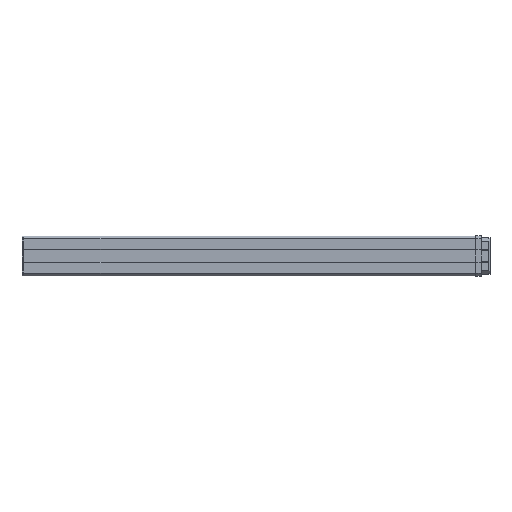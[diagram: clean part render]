
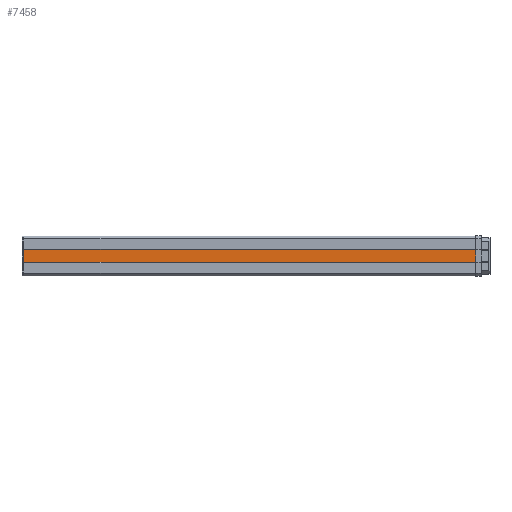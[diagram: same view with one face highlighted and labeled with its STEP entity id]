
A CAD part, left-side view. The second image highlights one B-rep face of the part: STEP entity #7458.
In plain terms, the highlighted planar face has unit normal (-1, 0, 0).
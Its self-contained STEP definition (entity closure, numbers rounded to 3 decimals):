
#1533 = LINE ( 'NONE', #4972, #31099 ) ;
#4546 = VERTEX_POINT ( 'NONE', #22248 ) ;
#4972 = CARTESIAN_POINT ( 'NONE',  ( -51.5, 1190., -34.793 ) ) ;
#5970 = VECTOR ( 'NONE', #13099, 1000. ) ;
#6336 = ORIENTED_EDGE ( 'NONE', *, *, #22062, .T. ) ;
#6791 = VECTOR ( 'NONE', #35505, 1000. ) ;
#7458 = ADVANCED_FACE ( 'NONE', ( #11994 ), #8084, .F. ) ;
#7706 = LINE ( 'NONE', #32621, #6791 ) ;
#8084 = PLANE ( 'NONE',  #26373 ) ;
#10955 = DIRECTION ( 'NONE',  ( 1., 0., 0. ) ) ;
#11068 = VERTEX_POINT ( 'NONE', #14253 ) ;
#11233 = LINE ( 'NONE', #22858, #32280 ) ;
#11270 = EDGE_LOOP ( 'NONE', ( #6336, #19885, #28250, #21538 ) ) ;
#11994 = FACE_OUTER_BOUND ( 'NONE', #11270, .T. ) ;
#13099 = DIRECTION ( 'NONE',  ( 0., -1., 0. ) ) ;
#14253 = CARTESIAN_POINT ( 'NONE',  ( -51.5, 0., -34.793 ) ) ;
#16735 = VERTEX_POINT ( 'NONE', #18715 ) ;
#18715 = CARTESIAN_POINT ( 'NONE',  ( -51.5, 0., -68.207 ) ) ;
#18918 = EDGE_CURVE ( 'NONE', #4546, #11068, #36424, .T. ) ;
#19885 = ORIENTED_EDGE ( 'NONE', *, *, #18918, .F. ) ;
#20177 = CARTESIAN_POINT ( 'NONE',  ( -51.5, 1190., -68.207 ) ) ;
#21538 = ORIENTED_EDGE ( 'NONE', *, *, #23086, .T. ) ;
#22062 = EDGE_CURVE ( 'NONE', #16735, #11068, #11233, .T. ) ;
#22248 = CARTESIAN_POINT ( 'NONE',  ( -51.5, 1190., -34.793 ) ) ;
#22858 = CARTESIAN_POINT ( 'NONE',  ( -51.5, 0., -34.793 ) ) ;
#23086 = EDGE_CURVE ( 'NONE', #32809, #16735, #7706, .T. ) ;
#25004 = DIRECTION ( 'NONE',  ( 0., 0., 1. ) ) ;
#25229 = CARTESIAN_POINT ( 'NONE',  ( -51.5, 1190., -34.793 ) ) ;
#26373 = AXIS2_PLACEMENT_3D ( 'NONE', #25229, #10955, #30984 ) ;
#28250 = ORIENTED_EDGE ( 'NONE', *, *, #36570, .F. ) ;
#28627 = DIRECTION ( 'NONE',  ( 0., 0., 1. ) ) ;
#30984 = DIRECTION ( 'NONE',  ( 0., 0., -1. ) ) ;
#31099 = VECTOR ( 'NONE', #25004, 1000. ) ;
#32280 = VECTOR ( 'NONE', #28627, 1000. ) ;
#32621 = CARTESIAN_POINT ( 'NONE',  ( -51.5, 1190., -68.207 ) ) ;
#32809 = VERTEX_POINT ( 'NONE', #20177 ) ;
#33282 = CARTESIAN_POINT ( 'NONE',  ( -51.5, 1190., -34.793 ) ) ;
#35505 = DIRECTION ( 'NONE',  ( 0., -1., 0. ) ) ;
#36424 = LINE ( 'NONE', #33282, #5970 ) ;
#36570 = EDGE_CURVE ( 'NONE', #32809, #4546, #1533, .T. ) ;
